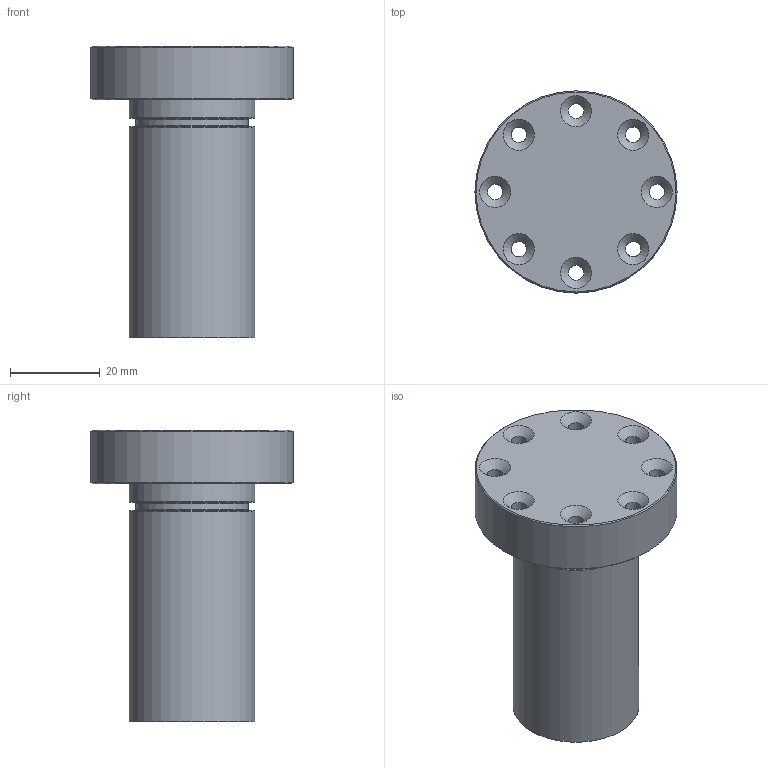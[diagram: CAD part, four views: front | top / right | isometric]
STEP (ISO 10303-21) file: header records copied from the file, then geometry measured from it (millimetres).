
FILE_DESCRIPTION(/* description */ (''),/* implementation_level */ '2;1');
FILE_NAME(/* name */ 'TWR.2A.4.03.02.008_igniter_body.stp',/* time_stamp */ '2023-04-17T04:06:01+02:00',/* author */ (''),/* organization */ (''),/* preprocessor_version */ 'ST-DEVELOPER v18.101',/* originating_system */ 'SIEMENS PLM Software NX 2011',/* authorisation */ '');
FILE_SCHEMA (('AUTOMOTIVE_DESIGN { 1 0 10303 214 3 1 1 1 }'));
Length unit declared in the file: millimetre
Products named in the file (1): zaplonnik_korpus
Bounding box: 45 x 45 x 65 mm (x, y, z)
Volume: 32791.5 mm3; surface area: 13921 mm2
Topology: 1 solids, 1 shells, 42 faces, 104 edges, 67 vertices
Faces by surface type: cone 20, cylinder 13, plane 5, torus 4
Full cylindrical faces by diameter (mm): 3.4 x8, 20 x1, 25 x1, 28 x2, 45 x1
Entity records: 974 total; most frequent: DIRECTION 184, CARTESIAN_POINT 142, FACE_BOUND 99, EDGE_LOOP 98, ORIENTED_EDGE 98, AXIS2_PLACEMENT_3D 92, VERTEX_POINT 50, EDGE_CURVE 49
